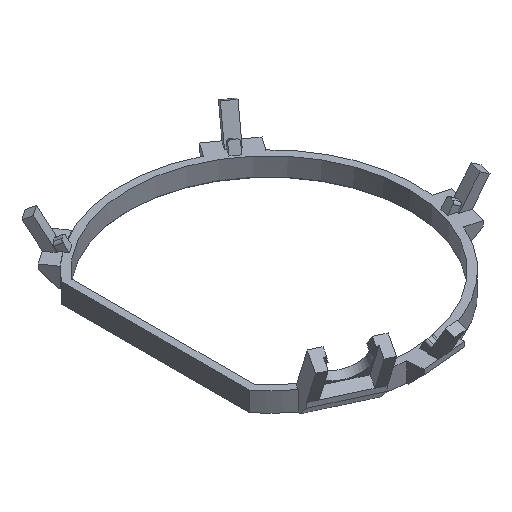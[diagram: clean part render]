
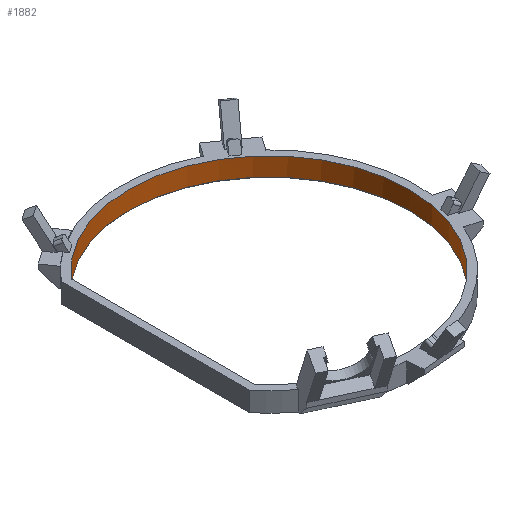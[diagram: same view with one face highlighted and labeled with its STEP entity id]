
A CAD part, isometric view. The second image highlights one B-rep face of the part: STEP entity #1882.
In plain terms, the highlighted cylindrical face has radius 28.75 mm (diameter 57.5 mm), a partial arc.
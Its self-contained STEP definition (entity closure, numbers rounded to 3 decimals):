
#38=CYLINDRICAL_SURFACE('',#2038,28.75);
#63=CIRCLE('',#1962,28.75);
#64=CIRCLE('',#1963,28.75);
#81=CIRCLE('',#2036,28.75);
#82=CIRCLE('',#2039,28.75);
#164=FACE_OUTER_BOUND('',#263,.T.);
#263=EDGE_LOOP('',(#1629,#1630,#1631,#1632,#1633,#1634));
#471=LINE('',#3055,#695);
#472=LINE('',#3057,#696);
#695=VECTOR('',#2499,10.);
#696=VECTOR('',#2502,10.);
#803=VERTEX_POINT('',#2770);
#804=VERTEX_POINT('',#2772);
#805=VERTEX_POINT('',#2774);
#806=VERTEX_POINT('',#2776);
#885=VERTEX_POINT('',#3041);
#886=VERTEX_POINT('',#3046);
#1002=EDGE_CURVE('',#803,#804,#63,.T.);
#1004=EDGE_CURVE('',#805,#806,#64,.T.);
#1138=EDGE_CURVE('',#885,#886,#81,.T.);
#1141=EDGE_CURVE('',#885,#804,#471,.T.);
#1142=EDGE_CURVE('',#806,#803,#82,.T.);
#1143=EDGE_CURVE('',#886,#805,#472,.T.);
#1629=ORIENTED_EDGE('',*,*,#1138,.F.);
#1630=ORIENTED_EDGE('',*,*,#1141,.T.);
#1631=ORIENTED_EDGE('',*,*,#1002,.F.);
#1632=ORIENTED_EDGE('',*,*,#1142,.F.);
#1633=ORIENTED_EDGE('',*,*,#1004,.F.);
#1634=ORIENTED_EDGE('',*,*,#1143,.F.);
#1882=ADVANCED_FACE('',(#164),#38,.F.);
#1962=AXIS2_PLACEMENT_3D('',#2773,#2230,#2231);
#1963=AXIS2_PLACEMENT_3D('',#2777,#2233,#2234);
#2036=AXIS2_PLACEMENT_3D('',#3047,#2492,#2493);
#2038=AXIS2_PLACEMENT_3D('',#3054,#2497,#2498);
#2039=AXIS2_PLACEMENT_3D('',#3056,#2500,#2501);
#2230=DIRECTION('center_axis',(0.,0.,-1.));
#2231=DIRECTION('ref_axis',(-0.758,-0.652,0.));
#2233=DIRECTION('center_axis',(0.,0.,-1.));
#2234=DIRECTION('ref_axis',(-0.758,-0.652,0.));
#2492=DIRECTION('center_axis',(0.,0.,1.));
#2493=DIRECTION('ref_axis',(0.758,0.652,0.));
#2497=DIRECTION('center_axis',(0.,0.,1.));
#2498=DIRECTION('ref_axis',(1.,0.,0.));
#2499=DIRECTION('',(0.,0.,1.));
#2500=DIRECTION('center_axis',(0.,0.,-1.));
#2501=DIRECTION('ref_axis',(-0.758,-0.652,0.));
#2502=DIRECTION('',(0.,0.,1.));
#2770=CARTESIAN_POINT('',(-14.398,-24.885,4.));
#2772=CARTESIAN_POINT('',(-21.794,-18.75,4.));
#2773=CARTESIAN_POINT('Origin',(0.,0.,4.));
#2774=CARTESIAN_POINT('',(-21.794,18.75,4.));
#2776=CARTESIAN_POINT('',(-9.808,-27.025,4.));
#2777=CARTESIAN_POINT('Origin',(0.,0.,4.));
#3041=CARTESIAN_POINT('',(-21.794,-18.75,0.25));
#3046=CARTESIAN_POINT('',(-21.794,18.75,0.25));
#3047=CARTESIAN_POINT('Origin',(0.,0.,0.25));
#3054=CARTESIAN_POINT('Origin',(0.,0.,0.));
#3055=CARTESIAN_POINT('',(-21.794,-18.75,0.));
#3056=CARTESIAN_POINT('Origin',(0.,0.,4.));
#3057=CARTESIAN_POINT('',(-21.794,18.75,0.));
